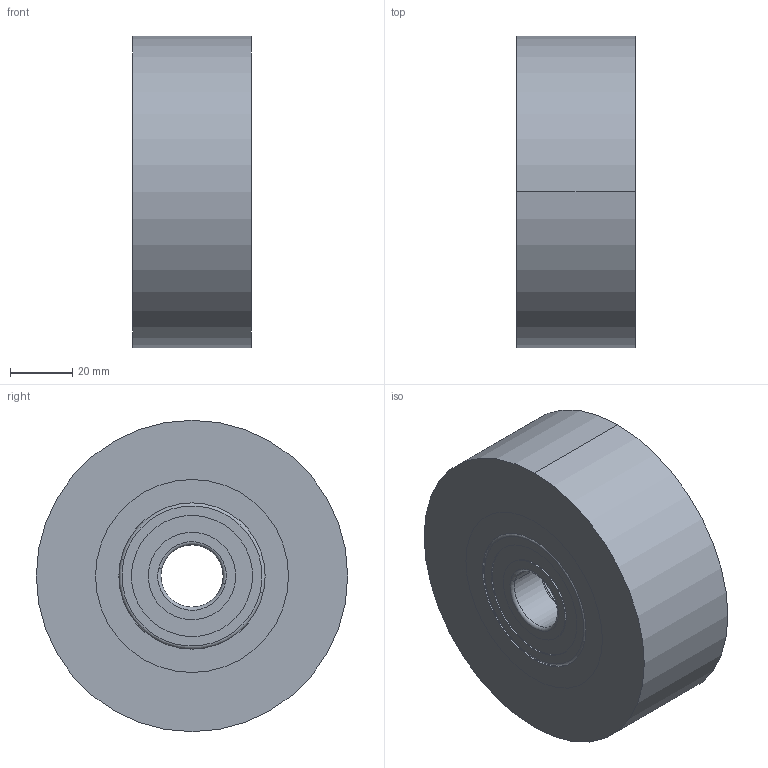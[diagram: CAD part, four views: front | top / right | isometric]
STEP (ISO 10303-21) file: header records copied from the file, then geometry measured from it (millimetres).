
FILE_DESCRIPTION (( 'STEP AP214' ), '1' );
FILE_NAME ('0051263.step', '2021-05-07T09:32:10', ( 'Windows-Benutzer' ), ( '' ), 'SwSTEP 2.0', 'SolidWorks 2020', '' );
FILE_SCHEMA (( 'AUTOMOTIVE_DESIGN' ));
Length unit declared in the file: millimetre
Products named in the file (1): 0051263
Bounding box: 38 x 100 x 100 mm (x, y, z)
Volume: 273269 mm3; surface area: 72974.1 mm2
Topology: 13 solids, 13 shells, 116 faces, 232 edges, 140 vertices
Faces by surface type: cylinder 56, torus 36, plane 24
Entity records: 4530 total; most frequent: DIRECTION 642, CARTESIAN_POINT 489, ORIENTED_EDGE 464, AXIS2_PLACEMENT_3D 293, EDGE_CURVE 232, CIRCLE 176, EDGE_LOOP 140, VERTEX_POINT 140
